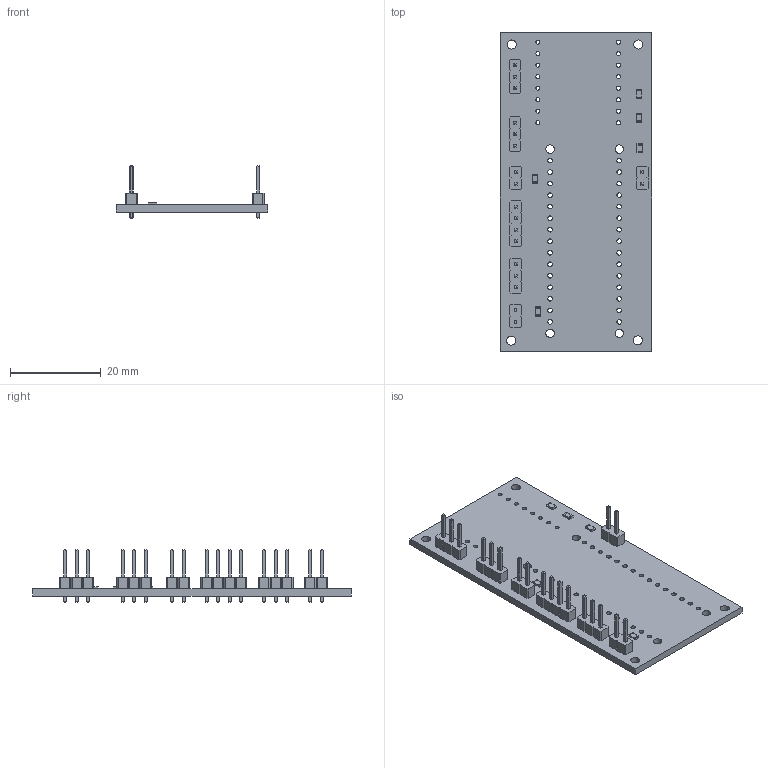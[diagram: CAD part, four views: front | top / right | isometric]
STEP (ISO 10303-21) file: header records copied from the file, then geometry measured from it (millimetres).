
FILE_DESCRIPTION(('KiCad electronic assembly'),'2;1');
FILE_NAME('kiCAD_projects_B.step','2021-08-12T12:55:49',('An Author'),( 'A Company'),'Open CASCADE STEP processor 6.9', 'KiCad to STEP converter','Unknown');
FILE_SCHEMA(('AUTOMOTIVE_DESIGN { 1 0 10303 214 1 1 1 1 }'));
Length unit declared in the file: millimetre
Products named in the file (10): Open CASCADE STEP translator 6.9 1; PinHeader_1x02_P2.54mm_Vertical; SOLID; PinHeader_1x03_P2.54mm_Vertical; R_0805_2012Metric; PinHeader_1x04_P2.54mm_Vertical; COMPOUND
Assembly tree (17 placements, depth 3):
  Open CASCADE STEP translator 6.9 1
    PinHeader_1x02_P2.54mm_Vertical  x3
      SOLID
    PinHeader_1x03_P2.54mm_Vertical  x3
      SOLID
    R_0805_2012Metric  x5
      SOLID
    PinHeader_1x04_P2.54mm_Vertical
      SOLID
    COMPOUND
Bounding box: 33.34 x 70.22 x 11.54 mm (x, y, z)
Volume: 4008.2 mm3; surface area: 6309.6 mm2
Topology: 13 solids, 13 shells, 693 faces, 1715 edges, 1086 vertices
Faces by surface type: plane 580, cylinder 113
Full cylindrical faces by diameter (mm): 0.9 x16, 1 x19, 1.016 x30, 1.85 x4, 2 x4
Entity records: 23084 total; most frequent: CARTESIAN_POINT 3450, DIRECTION 3373, LINE 2193, VECTOR 2193, ORIENTED_EDGE 1678, PCURVE 1678, DEFINITIONAL_REPRESENTATION 1678, EDGE_CURVE 839
